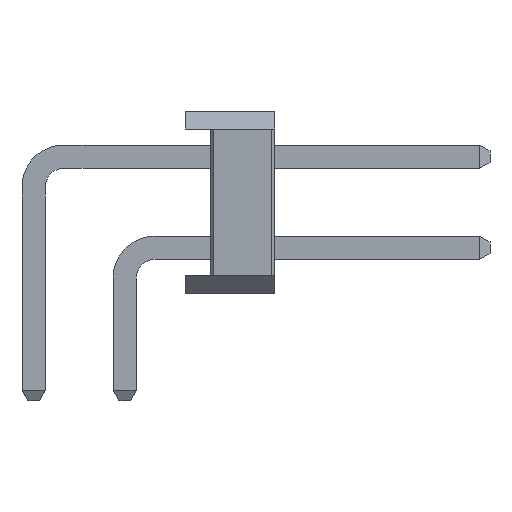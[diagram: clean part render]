
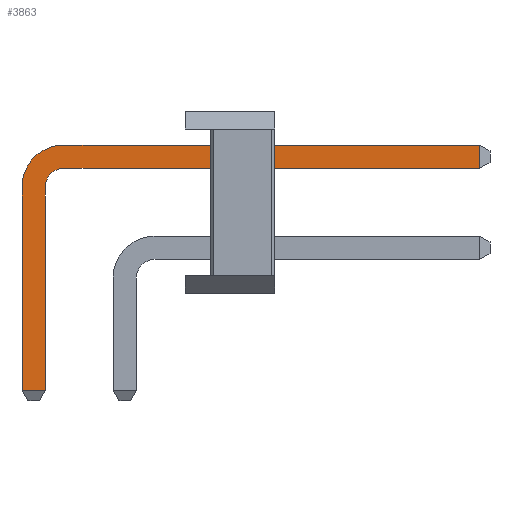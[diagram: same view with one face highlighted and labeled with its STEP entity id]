
A CAD part, left-side view. The second image highlights one B-rep face of the part: STEP entity #3863.
In plain terms, the highlighted planar face has unit normal (-1, 0, 0).
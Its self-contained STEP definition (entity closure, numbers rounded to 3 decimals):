
#3863=ADVANCED_FACE('',(#6977),#6979,.T.);
#6977=FACE_BOUND('',#6978,.T.);
#6978=EDGE_LOOP('',(#9018,#9019,#9020,#9021,#9022,#9023,#9024,#9025));
#6979=PLANE('',#6980);
#6980=AXIS2_PLACEMENT_3D('',#6981,#6982,#6983);
#6981=CARTESIAN_POINT('',(-0.325,-1.685,4.135));
#6982=DIRECTION('',(-1.,-0.,-0.));
#6983=DIRECTION('',(0.,0.,-1.));
#9018=ORIENTED_EDGE('',*,*,#10072,.F.);
#9019=ORIENTED_EDGE('',*,*,#10074,.F.);
#9020=ORIENTED_EDGE('',*,*,#10075,.F.);
#9021=ORIENTED_EDGE('',*,*,#10076,.T.);
#9022=ORIENTED_EDGE('',*,*,#10077,.F.);
#9023=ORIENTED_EDGE('',*,*,#10078,.F.);
#9024=ORIENTED_EDGE('',*,*,#10079,.T.);
#9025=ORIENTED_EDGE('',*,*,#10064,.T.);
#10064=EDGE_CURVE('',#11582,#11574,#11583,.T.);
#10072=EDGE_CURVE('',#11595,#11574,#11596,.T.);
#10074=EDGE_CURVE('',#11598,#11595,#11599,.T.);
#10075=EDGE_CURVE('',#11600,#11598,#11601,.T.);
#10076=EDGE_CURVE('',#11600,#11602,#11603,.T.);
#10077=EDGE_CURVE('',#11604,#11602,#11605,.T.);
#10078=EDGE_CURVE('',#11606,#11604,#11607,.T.);
#10079=EDGE_CURVE('',#11606,#11582,#11608,.T.);
#11574=VERTEX_POINT('',#14996);
#11582=VERTEX_POINT('',#15012);
#11583=LINE('',#15013,#15014);
#11595=VERTEX_POINT('',#15041);
#11596=LINE('',#15042,#15043);
#11598=VERTEX_POINT('',#15048);
#11599=LINE('',#15049,#15050);
#11600=VERTEX_POINT('',#15052);
#11601=CIRCLE('',#15053,0.52);
#11602=VERTEX_POINT('',#15057);
#11603=LINE('',#15058,#15059);
#11604=VERTEX_POINT('',#15061);
#11605=LINE('',#15062,#15063);
#11606=VERTEX_POINT('',#15065);
#11607=LINE('',#15066,#15067);
#11608=CIRCLE('',#15069,1.17);
#14996=CARTESIAN_POINT('',(-0.325,2.865,-2.719));
#15012=CARTESIAN_POINT('',(-0.325,2.865,2.965));
#15013=CARTESIAN_POINT('',(-0.325,2.865,2.965));
#15014=VECTOR('',#15015,1.);
#15015=DIRECTION('',(0.,0.,-1.));
#15041=CARTESIAN_POINT('',(-0.325,2.215,-2.719));
#15042=CARTESIAN_POINT('',(-0.325,2.215,-2.719));
#15043=VECTOR('',#15044,1.);
#15044=DIRECTION('',(0.,1.,0.));
#15048=CARTESIAN_POINT('',(-0.325,2.215,2.965));
#15049=CARTESIAN_POINT('',(-0.325,2.215,2.965));
#15050=VECTOR('',#15051,1.);
#15051=DIRECTION('',(0.,0.,-1.));
#15052=CARTESIAN_POINT('',(-0.325,1.695,3.485));
#15053=AXIS2_PLACEMENT_3D('',#15054,#15055,#15056);
#15054=CARTESIAN_POINT('',(-0.325,1.695,2.965));
#15055=DIRECTION('',(-1.,0.,-0.));
#15056=DIRECTION('',(0.,0.,1.));
#15057=CARTESIAN_POINT('',(-0.325,-9.904,3.485));
#15058=CARTESIAN_POINT('',(-0.325,1.695,3.485));
#15059=VECTOR('',#15060,1.);
#15060=DIRECTION('',(0.,-1.,0.));
#15061=CARTESIAN_POINT('',(-0.325,-9.904,4.135));
#15062=CARTESIAN_POINT('',(-0.325,-9.904,4.135));
#15063=VECTOR('',#15064,1.);
#15064=DIRECTION('',(0.,0.,-1.));
#15065=CARTESIAN_POINT('',(-0.325,1.695,4.135));
#15066=CARTESIAN_POINT('',(-0.325,1.695,4.135));
#15067=VECTOR('',#15068,1.);
#15068=DIRECTION('',(0.,-1.,0.));
#15069=AXIS2_PLACEMENT_3D('',#15070,#15071,#15072);
#15070=CARTESIAN_POINT('',(-0.325,1.695,2.965));
#15071=DIRECTION('',(-1.,0.,-0.));
#15072=DIRECTION('',(0.,0.,1.));
